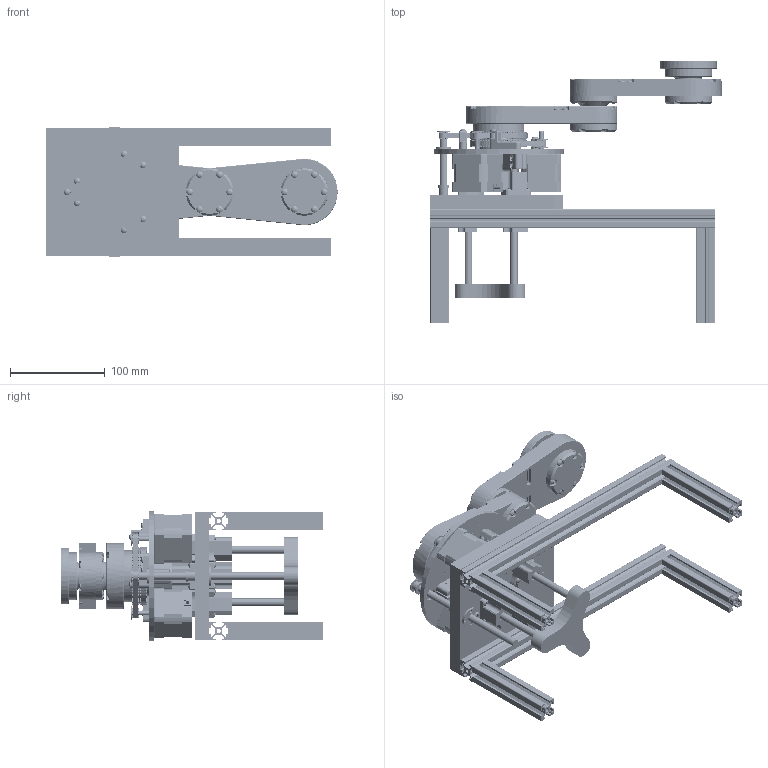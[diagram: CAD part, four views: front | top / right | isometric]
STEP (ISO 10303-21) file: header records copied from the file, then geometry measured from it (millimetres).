
FILE_DESCRIPTION(/* description */ (''),/* implementation_level */ '2;1');
FILE_NAME(/* name */ 'SCARA_ROBOT_ASSY.stp',/* time_stamp */ '2022-07-20T21:18:29+09:00',/* author */ (''),/* organization */ (''),/* preprocessor_version */ 'ST-DEVELOPER v16.7',/* originating_system */ '',/* authorisation */ '');
FILE_SCHEMA (('AUTOMOTIVE_DESIGN { 1 0 10303 214 3 1 1 1 }'));
Products named in the file (48): IDLER_BRACKET_Z2; IDLER_BRACKET_Z1; SFF-204-300; SFF-204-100; Z_NUT; Z_BUSH_HOLDER; LM8; Z_STAY; 688ZZ; Z_SHAFT_BASE; Z_BELT; Z_SHAFT; Z_SCREW; J1_BELT; NEMA17; R_MOTOR_PULLEY; Z_BASE; T_BEARING_BASE; J3_SHAFT; J3_BASE; J2_COVER_2; J2_COVER_1; J2_PULLEY_OUTER; Z_BEARING_CAP; J1_MAIN_SHAFT; J1_PULLEY_INNER; J1_BASE; M3x12_TAPPING; J1_SHAFT_BASE; J1_SHAFT; IDLER_SPACER_J1; 683ZZ; J1_COVER_2; J2_PULLEY_INNER; J1_COVER_1; J2_BELT; J1_PULLEY_OUTER; 6805ZZ; J1_ARM; Z_STAY_ASSY_MODEL ...
Assembly tree (202 placements, depth 4):
  SCARA_ROBOT_ASSY
    J1_ARM_ASSY_MODEL
      J1_ARM
      6805ZZ  x3
      J1_PULLEY_OUTER
      J2_BELT
      J1_COVER_1
      J2_PULLEY_INNER
      J1_COVER_2
      683ZZ  x4
      IDLER_SPACER_J1  x2
      J1_SHAFT
      J1_SHAFT_BASE
      M3x12_TAPPING  x24
    J1_BASE_ASSY_MODEL
      J1_BASE
      J1_PULLEY_INNER
      J1_MAIN_SHAFT
      Z_BEARING_CAP
      M3x12_TAPPING  x10
    J2_ARM_ASSY_MODEL
      J2_PULLEY_OUTER
      6805ZZ  x2
      J2_BELT
      IDLER_SPACER_J1  x2
      683ZZ  x4
      Z_BEARING_CAP
      J1_ARM
      J2_COVER_1
      J2_COVER_2
      J1_SHAFT_BASE
      M3x12_TAPPING  x24
      J1_SHAFT
    J3_ARM_ASSY_MODEL
      J3_BASE
      6805ZZ
      J1_PULLEY_INNER
      Z_BEARING_CAP
      J3_SHAFT
      M3x12_TAPPING  x8
    Z_AXIS_ASSY_MODEL
      T_BEARING_BASE
      Z_BASE
      R_MOTOR_PULLEY  x4
      NEMA17  x3
      J1_BELT  x2
      6805ZZ  x2
      Z_SCREW
      Z_SHAFT  x3
      Z_BELT
      Z_SHAFT_BASE
      IDLER_Z1_ASSY_MODEL
        683ZZ  x2
        IDLER_BRACKET_Z1
        M3x12_TAPPING
      IDLER_Z2_ASSY_MODEL  x2
        683ZZ
        IDLER_BRACKET_Z2
        M3x12_TAPPING
      688ZZ
Bounding box: 307 x 276.3 x 137 mm (x, y, z)
Volume: 1213467.6 mm3; surface area: 629632.5 mm2
Topology: 193 solids, 208 shells, 7704 faces, 20719 edges, 13674 vertices
Faces by surface type: cylinder 3505, plane 3441, cone 369, torus 159, bspline 124, sphere 106
Full cylindrical faces by diameter (mm): 2.4 x109, 2.46 x12, 3 x124, 3.4 x3, 3.5 x136, 4.2 x6, 4.28 x28, 5 x7, 5.5 x3, 6 x24, 6.006 x28, 6.9 x106, 7 x18, 7.5 x14, 8 x16, 8.1 x6, 9.68 x2, 10 x13, 10.186 x4, 11 x1, 12 x10, 13 x1, 14 x8, 14.18 x2, 14.3 x12, 15 x18, 15.3 x6, 15.5 x6, 16 x2, 22 x5
Entity records: 114119 total; most frequent: DIRECTION 20925, CARTESIAN_POINT 20882, ORIENTED_EDGE 17968, EDGE_CURVE 9006, AXIS2_PLACEMENT_3D 8494, VERTEX_POINT 6182, CIRCLE 4834, EDGE_LOOP 4441
